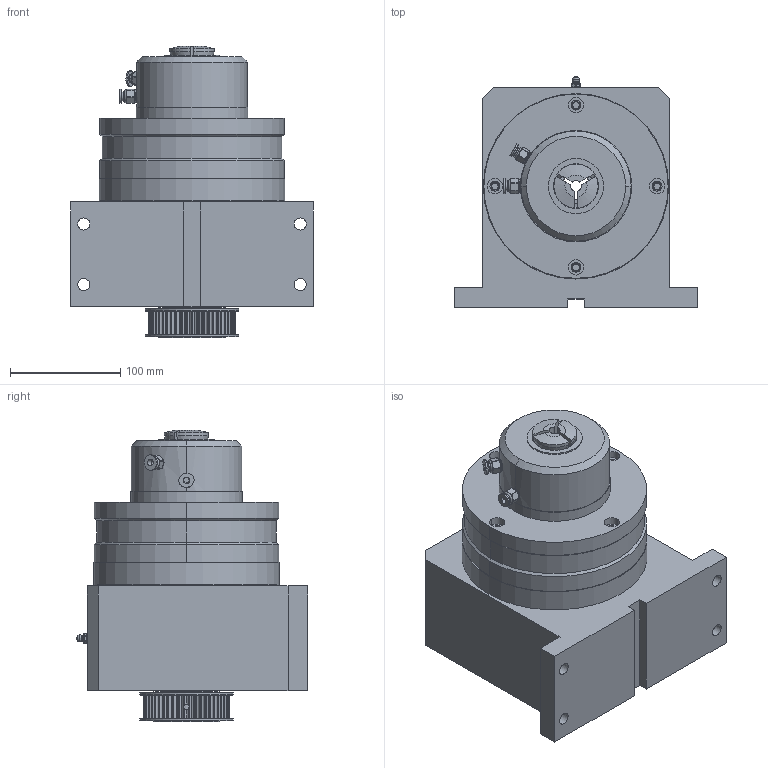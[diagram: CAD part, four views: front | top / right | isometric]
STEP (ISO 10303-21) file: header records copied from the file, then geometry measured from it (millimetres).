
FILE_DESCRIPTION (( 'STEP AP214' ), '1' );
FILE_NAME ('DR-25-L+JAC-25.STEP', '2024-04-24T06:36:16', ( '' ), ( '' ), 'SwSTEP 2.0', 'SolidWorks 2023', '' );
FILE_SCHEMA (( 'AUTOMOTIVE_DESIGN' ));
Length unit declared in the file: millimetre
Products named in the file (6): JAC-25; DR-25-L 法兰（JAC-25）_示意; YB-25; DR-25-L; DR-25 同步轮5M-50Y-=N40; DR-25-L+JAC-25
Assembly tree (5 placements, depth 2):
  DR-25-L+JAC-25
    DR-25-L
    DR-25-L 法兰（JAC-25）_示意
    DR-25 同步轮5M-50Y-=N40
    JAC-25
    YB-25
Bounding box: 220 x 209.99 x 264 mm (x, y, z)
Volume: 5288960 mm3; surface area: 423554.1 mm2
Topology: 10 solids, 10 shells, 897 faces, 2331 edges, 1434 vertices
Faces by surface type: cylinder 431, plane 274, bspline 111, cone 49, sphere 25, torus 7
Full cylindrical faces by diameter (mm): 4.2 x3, 5 x5, 5.5 x1, 6 x2, 6.8 x4, 8 x2, 9.5 x2, 10 x2, 11 x4, 25 x1, 26 x1, 31.003 x1, 40 x2, 42 x2, 60 x2, 74 x2, 75 x1, 85 x2, 101 x1, 130 x1, 168 x1
Entity records: 52533 total; most frequent: CARTESIAN_POINT 25850, DIRECTION 4395, ORIENTED_EDGE 4332, EDGE_CURVE 2166, AXIS2_PLACEMENT_3D 1725, VERTEX_POINT 1411, EDGE_LOOP 1071, FACE_OUTER_BOUND 950
